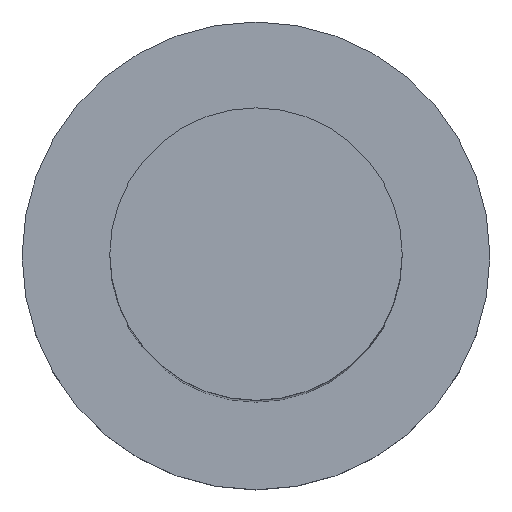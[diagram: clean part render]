
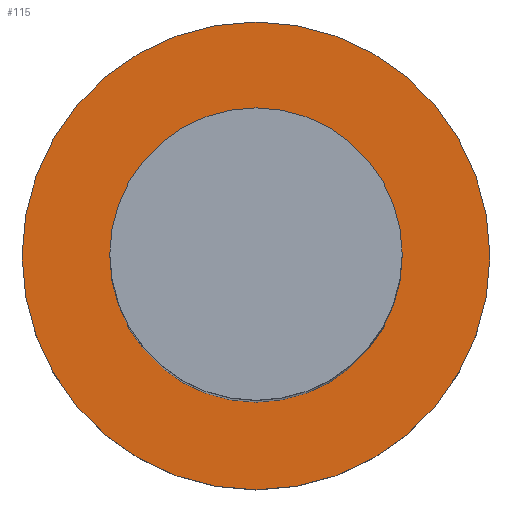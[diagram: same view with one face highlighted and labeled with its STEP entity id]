
A CAD part, top view. The second image highlights one B-rep face of the part: STEP entity #115.
In plain terms, the highlighted planar face has unit normal (0, 0, 1).
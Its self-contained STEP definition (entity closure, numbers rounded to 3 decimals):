
#17=FACE_BOUND('',#42,.T.);
#21=PLANE('',#155);
#30=FACE_OUTER_BOUND('',#41,.T.);
#41=EDGE_LOOP('',(#101));
#42=EDGE_LOOP('',(#102));
#56=CIRCLE('',#148,2.5);
#58=CIRCLE('',#153,4.);
#64=VERTEX_POINT('',#211);
#66=VERTEX_POINT('',#220);
#74=EDGE_CURVE('',#64,#64,#56,.T.);
#77=EDGE_CURVE('',#66,#66,#58,.T.);
#101=ORIENTED_EDGE('',*,*,#77,.T.);
#102=ORIENTED_EDGE('',*,*,#74,.T.);
#115=ADVANCED_FACE('',(#30,#17),#21,.T.);
#148=AXIS2_PLACEMENT_3D('',#213,#177,#178);
#153=AXIS2_PLACEMENT_3D('',#221,#188,#189);
#155=AXIS2_PLACEMENT_3D('',#225,#193,#194);
#177=DIRECTION('center_axis',(0.,0.,-1.));
#178=DIRECTION('ref_axis',(1.,0.,0.));
#188=DIRECTION('center_axis',(0.,0.,1.));
#189=DIRECTION('ref_axis',(1.,0.,0.));
#193=DIRECTION('center_axis',(0.,0.,1.));
#194=DIRECTION('ref_axis',(1.,0.,0.));
#211=CARTESIAN_POINT('',(-2.5,0.,1.5));
#213=CARTESIAN_POINT('Origin',(0.,0.,1.5));
#220=CARTESIAN_POINT('',(-4.,0.,1.5));
#221=CARTESIAN_POINT('Origin',(0.,0.,1.5));
#225=CARTESIAN_POINT('Origin',(0.,0.,1.5));
